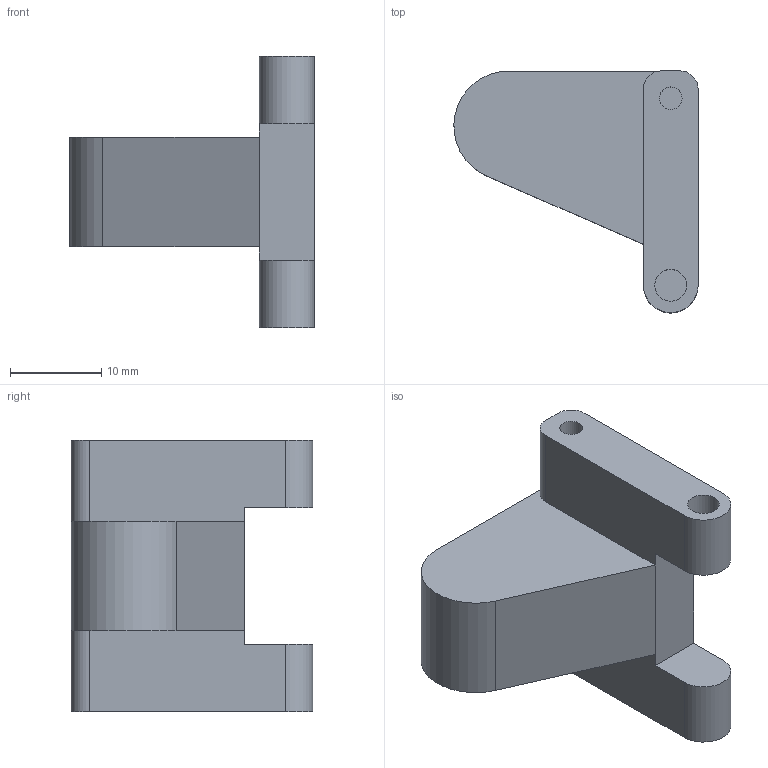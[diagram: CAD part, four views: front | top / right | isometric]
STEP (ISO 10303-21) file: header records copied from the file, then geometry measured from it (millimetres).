
FILE_DESCRIPTION(/* description */ (''),/* implementation_level */ '2;1');
FILE_NAME(/* name */ 'Upper Arm.step',/* time_stamp */ '2022-04-10T14:24:50+02:00',/* author */ (''),/* organization */ (''),/* preprocessor_version */ 'ST-DEVELOPER v18.1',/* originating_system */ 'Autodesk Translation Framework v10.14.0.1471',/* authorisation */ '');
FILE_SCHEMA (('AUTOMOTIVE_DESIGN { 1 0 10303 214 3 1 1 }'));
Length unit declared in the file: millimetre
Products named in the file (1): Upper Arm
Bounding box: 26.77 x 26.5 x 29.8 mm (x, y, z)
Volume: 7199 mm3; surface area: 3283 mm2
Topology: 1 solids, 1 shells, 24 faces, 57 edges, 37 vertices
Faces by surface type: plane 14, cylinder 9, cone 1
Full cylindrical faces by diameter (mm): 2.5 x1, 3.5 x2
Entity records: 740 total; most frequent: DIRECTION 126, CARTESIAN_POINT 119, ORIENTED_EDGE 114, EDGE_CURVE 57, AXIS2_PLACEMENT_3D 44, LINE 38, VECTOR 38, VERTEX_POINT 37
